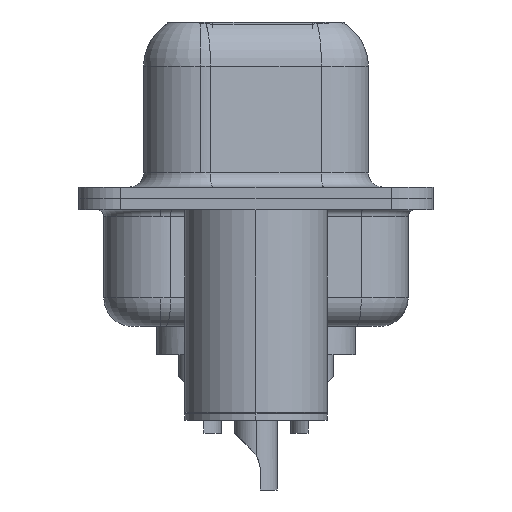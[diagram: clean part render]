
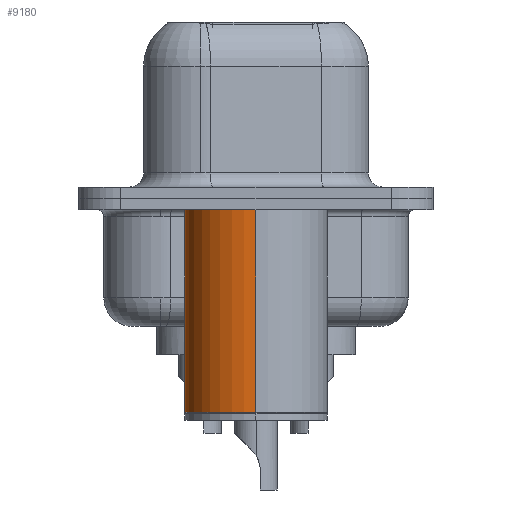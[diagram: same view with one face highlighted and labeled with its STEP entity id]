
A CAD part, left-side view. The second image highlights one B-rep face of the part: STEP entity #9180.
In plain terms, the highlighted cylindrical face has radius 2.5 mm (diameter 5 mm), a partial arc.
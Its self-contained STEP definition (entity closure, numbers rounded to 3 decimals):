
#954 = VERTEX_POINT ( 'NONE', #7368 ) ;
#1530 = ORIENTED_EDGE ( 'NONE', *, *, #25952, .T. ) ;
#3081 = CARTESIAN_POINT ( 'NONE',  ( 2.5, 0., -0.4 ) ) ;
#3211 = EDGE_CURVE ( 'NONE', #27444, #11374, #10643, .T. ) ;
#4312 = DIRECTION ( 'NONE',  ( 1., 0., 0. ) ) ;
#4541 = VERTEX_POINT ( 'NONE', #7510 ) ;
#4544 = FACE_OUTER_BOUND ( 'NONE', #12710, .T. ) ;
#6049 = DIRECTION ( 'NONE',  ( 0., 0., 1. ) ) ;
#6376 = EDGE_CURVE ( 'NONE', #954, #27444, #8732, .T. ) ;
#6392 = DIRECTION ( 'NONE',  ( 0., 0., 1. ) ) ;
#6528 = CARTESIAN_POINT ( 'NONE',  ( -2.5, 0., 0.581 ) ) ;
#7086 = AXIS2_PLACEMENT_3D ( 'NONE', #28256, #6392, #4312 ) ;
#7368 = CARTESIAN_POINT ( 'NONE',  ( 2.5, 0., -7.525 ) ) ;
#7510 = CARTESIAN_POINT ( 'NONE',  ( -2.5, 0., -7.525 ) ) ;
#7764 = VECTOR ( 'NONE', #6049, 1000. ) ;
#8732 = LINE ( 'NONE', #15599, #17025 ) ;
#9180 = ADVANCED_FACE ( 'NONE', ( #4544 ), #31334, .T. ) ;
#9499 = CARTESIAN_POINT ( 'NONE',  ( 0., 0., 0.581 ) ) ;
#10643 = CIRCLE ( 'NONE', #7086, 2.5 ) ;
#11374 = VERTEX_POINT ( 'NONE', #25870 ) ;
#12559 = ORIENTED_EDGE ( 'NONE', *, *, #23547, .T. ) ;
#12710 = EDGE_LOOP ( 'NONE', ( #1530, #12559, #31339, #20247 ) ) ;
#15599 = CARTESIAN_POINT ( 'NONE',  ( 2.5, 0., 0.581 ) ) ;
#17025 = VECTOR ( 'NONE', #30120, 1000. ) ;
#18551 = CIRCLE ( 'NONE', #29756, 2.5 ) ;
#19224 = DIRECTION ( 'NONE',  ( 0., 0., 1. ) ) ;
#20247 = ORIENTED_EDGE ( 'NONE', *, *, #6376, .F. ) ;
#21167 = DIRECTION ( 'NONE',  ( 0., 0., 1. ) ) ;
#21326 = CARTESIAN_POINT ( 'NONE',  ( 0., 0., -7.525 ) ) ;
#22546 = AXIS2_PLACEMENT_3D ( 'NONE', #9499, #19224, #28954 ) ;
#23547 = EDGE_CURVE ( 'NONE', #4541, #11374, #25348, .T. ) ;
#24027 = DIRECTION ( 'NONE',  ( 1., 0., 0. ) ) ;
#25348 = LINE ( 'NONE', #6528, #7764 ) ;
#25870 = CARTESIAN_POINT ( 'NONE',  ( -2.5, 0., -0.4 ) ) ;
#25952 = EDGE_CURVE ( 'NONE', #954, #4541, #18551, .T. ) ;
#27444 = VERTEX_POINT ( 'NONE', #3081 ) ;
#28256 = CARTESIAN_POINT ( 'NONE',  ( 0., 0., -0.4 ) ) ;
#28954 = DIRECTION ( 'NONE',  ( 1., 0., 0. ) ) ;
#29756 = AXIS2_PLACEMENT_3D ( 'NONE', #21326, #21167, #24027 ) ;
#30120 = DIRECTION ( 'NONE',  ( 0., 0., 1. ) ) ;
#31334 = CYLINDRICAL_SURFACE ( 'NONE', #22546, 2.5 ) ;
#31339 = ORIENTED_EDGE ( 'NONE', *, *, #3211, .F. ) ;
